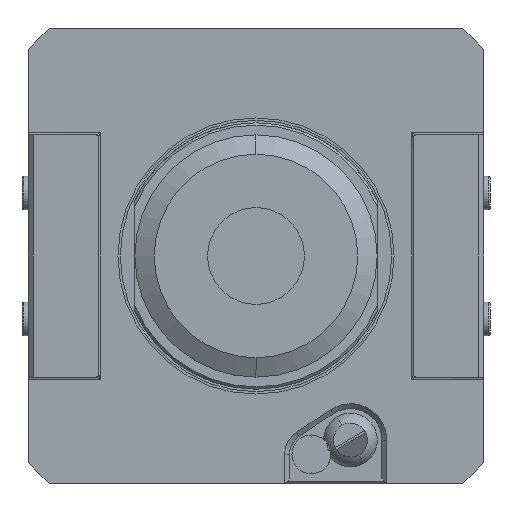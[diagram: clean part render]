
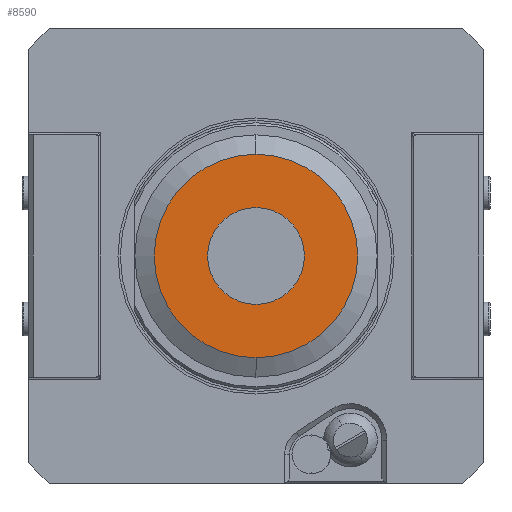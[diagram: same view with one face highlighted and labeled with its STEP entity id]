
A CAD part, left-side view. The second image highlights one B-rep face of the part: STEP entity #8590.
In plain terms, the highlighted planar face has unit normal (-1, 0, 0).
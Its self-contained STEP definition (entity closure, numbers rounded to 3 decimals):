
#2640=CARTESIAN_POINT('',(-68.66,0.,0.));
#2641=DIRECTION('',(-1.,0.,0.));
#2642=DIRECTION('',(0.,0.,1.));
#2643=AXIS2_PLACEMENT_3D('',#2640,#2641,#2642);
#2654=CARTESIAN_POINT('',(-68.66,0.,0.));
#2655=DIRECTION('',(1.,0.,0.));
#2656=DIRECTION('',(0.,0.,1.));
#2657=AXIS2_PLACEMENT_3D('',#2654,#2655,#2656);
#2663=CARTESIAN_POINT('',(-68.66,0.,0.));
#2664=DIRECTION('',(1.,0.,0.));
#2665=DIRECTION('',(0.,0.,1.));
#2666=AXIS2_PLACEMENT_3D('',#2663,#2664,#2665);
#2668=CARTESIAN_POINT('',(-68.66,0.,0.));
#2669=DIRECTION('',(-1.,0.,0.));
#2670=DIRECTION('',(0.,0.,1.));
#2671=AXIS2_PLACEMENT_3D('',#2668,#2669,#2670);
#4672=CARTESIAN_POINT('',(-68.66,0.,10.));
#4673=CARTESIAN_POINT('',(-68.66,0.,-10.));
#4674=VERTEX_POINT('',#4672);
#4675=VERTEX_POINT('',#4673);
#4688=CARTESIAN_POINT('',(-68.66,0.,21.));
#4689=CARTESIAN_POINT('',(-68.66,0.,-21.));
#4690=VERTEX_POINT('',#4688);
#4691=VERTEX_POINT('',#4689);
#8575=CARTESIAN_POINT('',(-68.66,0.,0.));
#8576=DIRECTION('',(-1.,0.,0.));
#8577=DIRECTION('',(0.,0.,-1.));
#8578=AXIS2_PLACEMENT_3D('',#8575,#8576,#8577);
#8579=PLANE('',#8578);
#8580=ORIENTED_EDGE('',*,*,#8555,.F.);
#8581=ORIENTED_EDGE('',*,*,#8569,.T.);
#8582=EDGE_LOOP('',(#8580,#8581));
#8583=FACE_OUTER_BOUND('',#8582,.F.);
#8585=ORIENTED_EDGE('',*,*,#8584,.F.);
#8587=ORIENTED_EDGE('',*,*,#8586,.T.);
#8588=EDGE_LOOP('',(#8585,#8587));
#8589=FACE_BOUND('',#8588,.F.);
#8590=ADVANCED_FACE('',(#8583,#8589),#8579,.T.);
#2644=CIRCLE('',#2643,21.);
#2658=CIRCLE('',#2657,21.);
#2667=CIRCLE('',#2666,10.);
#2672=CIRCLE('',#2671,10.);
#8555=EDGE_CURVE('',#4690,#4691,#2644,.T.);
#8569=EDGE_CURVE('',#4690,#4691,#2658,.T.);
#8584=EDGE_CURVE('',#4674,#4675,#2667,.T.);
#8586=EDGE_CURVE('',#4674,#4675,#2672,.T.);
